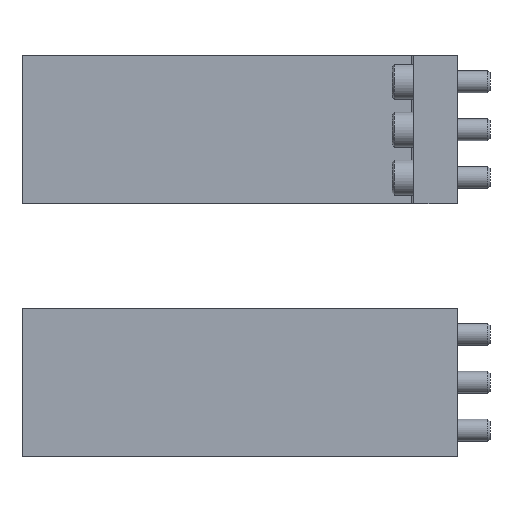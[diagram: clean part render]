
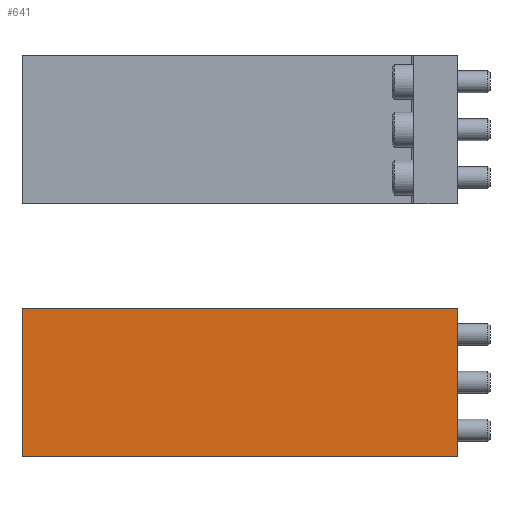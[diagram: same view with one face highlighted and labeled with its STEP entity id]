
A CAD part, left-side view. The second image highlights one B-rep face of the part: STEP entity #641.
In plain terms, the highlighted face is planar.
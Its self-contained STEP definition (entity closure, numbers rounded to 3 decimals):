
#89=LINE('',#1045,#126);
#91=LINE('',#1049,#128);
#92=LINE('',#1051,#129);
#93=LINE('',#1053,#130);
#126=VECTOR('',#827,1000.);
#128=VECTOR('',#831,1000.);
#129=VECTOR('',#832,1000.);
#130=VECTOR('',#833,1000.);
#173=ORIENTED_EDGE('',*,*,#325,.T.);
#174=ORIENTED_EDGE('',*,*,#326,.F.);
#175=ORIENTED_EDGE('',*,*,#327,.F.);
#176=ORIENTED_EDGE('',*,*,#323,.T.);
#323=EDGE_CURVE('',#399,#398,#89,.T.);
#325=EDGE_CURVE('',#398,#400,#91,.T.);
#326=EDGE_CURVE('',#401,#400,#92,.T.);
#327=EDGE_CURVE('',#399,#401,#93,.T.);
#398=VERTEX_POINT('',#1044);
#399=VERTEX_POINT('',#1046);
#400=VERTEX_POINT('',#1050);
#401=VERTEX_POINT('',#1052);
#482=EDGE_LOOP('',(#173,#174,#175,#176));
#551=FACE_BOUND('',#482,.T.);
#615=PLANE('',#720);
#641=ADVANCED_FACE('',(#551),#615,.F.);
#720=AXIS2_PLACEMENT_3D('',#1048,#829,#830);
#827=DIRECTION('',(-1.,0.,0.));
#829=DIRECTION('',(0.,0.,1.));
#830=DIRECTION('',(1.,0.,0.));
#831=DIRECTION('',(0.,1.,0.));
#832=DIRECTION('',(-1.,0.,0.));
#833=DIRECTION('',(0.,1.,0.));
#1044=CARTESIAN_POINT('',(-34.,0.,-77.));
#1045=CARTESIAN_POINT('',(34.,0.,-77.));
#1046=CARTESIAN_POINT('',(34.,0.,-77.));
#1048=CARTESIAN_POINT('',(34.,0.,-77.));
#1049=CARTESIAN_POINT('',(-34.,0.,-77.));
#1050=CARTESIAN_POINT('',(-34.,200.,-77.));
#1051=CARTESIAN_POINT('',(34.,200.,-77.));
#1052=CARTESIAN_POINT('',(34.,200.,-77.));
#1053=CARTESIAN_POINT('',(34.,0.,-77.));
